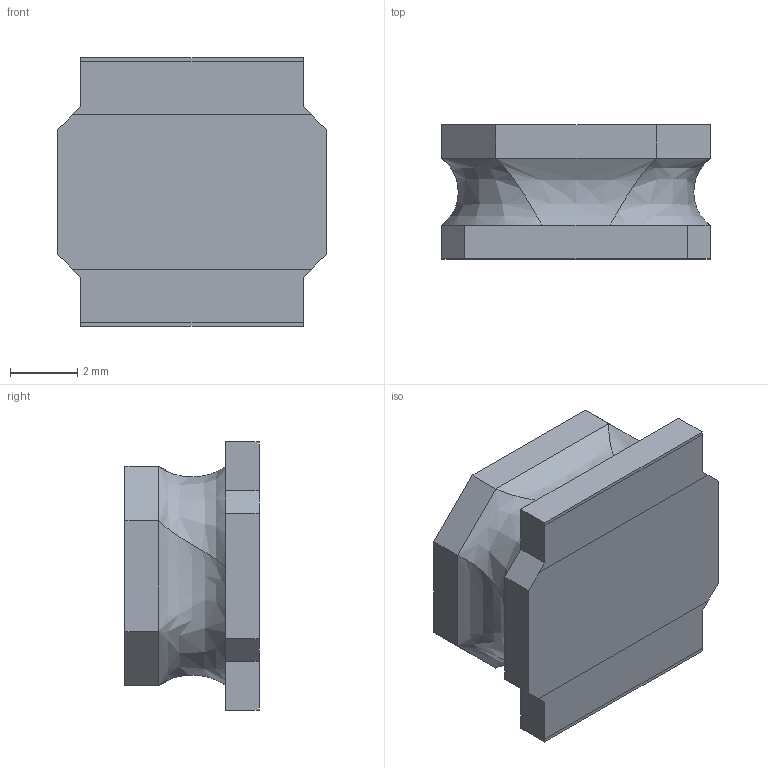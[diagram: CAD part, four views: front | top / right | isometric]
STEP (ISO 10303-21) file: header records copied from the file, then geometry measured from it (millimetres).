
FILE_DESCRIPTION (( 'STEP AP214' ), '1' );
FILE_NAME ('NR8040T100M.STEP', '2022-09-20T04:49:25', ( '' ), ( '' ), 'SwSTEP 2.0', 'SolidWorks 2018', '' );
FILE_SCHEMA (( 'AUTOMOTIVE_DESIGN' ));
Length unit declared in the file: millimetre
Products named in the file (1): NR8040T100M
Bounding box: 8 x 4 x 8 mm (x, y, z)
Volume: 185.1 mm3; surface area: 227.1 mm2
Topology: 1 solids, 1 shells, 35 faces, 89 edges, 56 vertices
Faces by surface type: plane 28, bspline 7
Entity records: 1972 total; most frequent: CARTESIAN_POINT 770, ORIENTED_EDGE 178, DIRECTION 128, EDGE_CURVE 89, LINE 70, VECTOR 70, VERTEX_POINT 56, UNCERTAINTY_MEASURE_WITH_UNIT 38
